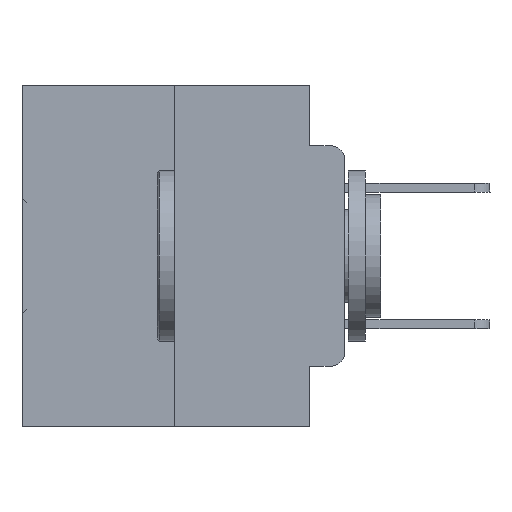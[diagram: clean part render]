
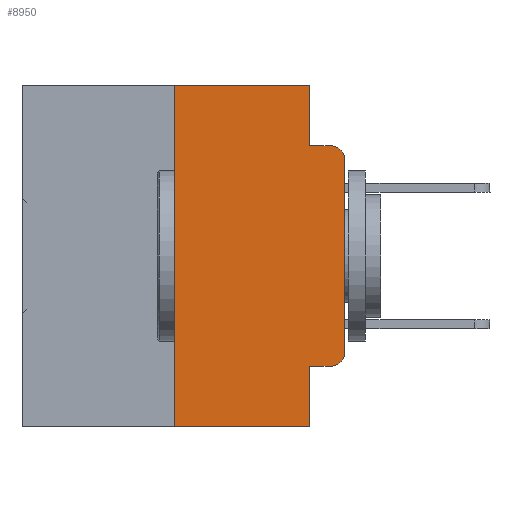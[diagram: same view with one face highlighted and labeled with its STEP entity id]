
A CAD part, left-side view. The second image highlights one B-rep face of the part: STEP entity #8950.
In plain terms, the highlighted planar face has unit normal (-1, 0, 0).
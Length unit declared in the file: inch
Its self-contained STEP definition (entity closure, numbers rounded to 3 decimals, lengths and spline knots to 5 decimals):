
#103 = VERTEX_POINT ( 'NONE', #26551 ) ;
#427 = VERTEX_POINT ( 'NONE', #30771 ) ;
#589 = ORIENTED_EDGE ( 'NONE', *, *, #17953, .F. ) ;
#696 = CARTESIAN_POINT ( 'NONE',  ( 0., 0.051, -0.0885 ) ) ;
#818 = CARTESIAN_POINT ( 'NONE',  ( 0., 0.02, -0.3915 ) ) ;
#1329 = DIRECTION ( 'NONE',  ( 0., 0., 1. ) ) ;
#2524 = CARTESIAN_POINT ( 'NONE',  ( 0., 0.02, -0.1085 ) ) ;
#3453 = DIRECTION ( 'NONE',  ( 0., -1., 0. ) ) ;
#3531 = EDGE_CURVE ( 'NONE', #21912, #7963, #19025, .T. ) ;
#3964 = LINE ( 'NONE', #14639, #21527 ) ;
#5417 = EDGE_CURVE ( 'NONE', #33003, #13490, #9906, .T. ) ;
#6544 = ORIENTED_EDGE ( 'NONE', *, *, #26868, .F. ) ;
#6825 = VECTOR ( 'NONE', #25033, 39.37008 ) ;
#7034 = ORIENTED_EDGE ( 'NONE', *, *, #8454, .F. ) ;
#7278 = CARTESIAN_POINT ( 'NONE',  ( 0., 0., 0. ) ) ;
#7963 = VERTEX_POINT ( 'NONE', #16111 ) ;
#8454 = EDGE_CURVE ( 'NONE', #13490, #31443, #33437, .T. ) ;
#8479 = ORIENTED_EDGE ( 'NONE', *, *, #16751, .T. ) ;
#8710 = VERTEX_POINT ( 'NONE', #26774 ) ;
#8950 = ADVANCED_FACE ( 'NONE', ( #26739 ), #14843, .F. ) ;
#9377 = VERTEX_POINT ( 'NONE', #12070 ) ;
#9460 = CARTESIAN_POINT ( 'NONE',  ( 0., 0.473, -0.5 ) ) ;
#9906 = LINE ( 'NONE', #10788, #15230 ) ;
#10581 = LINE ( 'NONE', #21105, #20839 ) ;
#10788 = CARTESIAN_POINT ( 'NONE',  ( 0., 0.473, 0. ) ) ;
#12012 = ORIENTED_EDGE ( 'NONE', *, *, #28431, .F. ) ;
#12070 = CARTESIAN_POINT ( 'NONE',  ( 0., 0.02, -0.0885 ) ) ;
#12203 = DIRECTION ( 'NONE',  ( 0., 0., 1. ) ) ;
#12640 = ORIENTED_EDGE ( 'NONE', *, *, #21430, .T. ) ;
#13019 = EDGE_LOOP ( 'NONE', ( #8479, #12640, #589, #7034, #17508, #6544, #20344, #12012, #15328, #31381 ) ) ;
#13411 = DIRECTION ( 'NONE',  ( 0., -1., 0. ) ) ;
#13490 = VERTEX_POINT ( 'NONE', #27360 ) ;
#13609 = DIRECTION ( 'NONE',  ( -1., 0., 0. ) ) ;
#14276 = VECTOR ( 'NONE', #3453, 39.37008 ) ;
#14314 = LINE ( 'NONE', #27615, #18778 ) ;
#14639 = CARTESIAN_POINT ( 'NONE',  ( 0., 0.051, 0. ) ) ;
#14768 = LINE ( 'NONE', #7278, #30629 ) ;
#14843 = PLANE ( 'NONE',  #17196 ) ;
#14882 = AXIS2_PLACEMENT_3D ( 'NONE', #818, #13609, #18726 ) ;
#14922 = DIRECTION ( 'NONE',  ( 0., 0., -1. ) ) ;
#15230 = VECTOR ( 'NONE', #13411, 39.37008 ) ;
#15328 = ORIENTED_EDGE ( 'NONE', *, *, #17718, .T. ) ;
#15572 = AXIS2_PLACEMENT_3D ( 'NONE', #2524, #19911, #25859 ) ;
#15910 = VECTOR ( 'NONE', #14922, 39.37008 ) ;
#16111 = CARTESIAN_POINT ( 'NONE',  ( 0., 0., -0.3915 ) ) ;
#16751 = EDGE_CURVE ( 'NONE', #7963, #8710, #14768, .T. ) ;
#17196 = AXIS2_PLACEMENT_3D ( 'NONE', #20317, #17458, #17675 ) ;
#17458 = DIRECTION ( 'NONE',  ( 1., 0., 0. ) ) ;
#17508 = ORIENTED_EDGE ( 'NONE', *, *, #5417, .F. ) ;
#17675 = DIRECTION ( 'NONE',  ( 0., 0., -1. ) ) ;
#17718 = EDGE_CURVE ( 'NONE', #427, #21912, #10581, .T. ) ;
#17953 = EDGE_CURVE ( 'NONE', #31443, #9377, #26553, .T. ) ;
#18726 = DIRECTION ( 'NONE',  ( 0., 0., -1. ) ) ;
#18778 = VECTOR ( 'NONE', #1329, 39.37008 ) ;
#19025 = CIRCLE ( 'NONE', #14882, 0.02 ) ;
#19128 = EDGE_CURVE ( 'NONE', #103, #24653, #32156, .T. ) ;
#19538 = CARTESIAN_POINT ( 'NONE',  ( 0., 0.02, -0.4115 ) ) ;
#19911 = DIRECTION ( 'NONE',  ( -1., 0., 0. ) ) ;
#20317 = CARTESIAN_POINT ( 'NONE',  ( 0., 0.473, 0. ) ) ;
#20344 = ORIENTED_EDGE ( 'NONE', *, *, #19128, .T. ) ;
#20839 = VECTOR ( 'NONE', #29567, 39.37008 ) ;
#21105 = CARTESIAN_POINT ( 'NONE',  ( 0., 0.051, -0.4115 ) ) ;
#21430 = EDGE_CURVE ( 'NONE', #8710, #9377, #27445, .T. ) ;
#21527 = VECTOR ( 'NONE', #28007, 39.37008 ) ;
#21912 = VERTEX_POINT ( 'NONE', #19538 ) ;
#24079 = CARTESIAN_POINT ( 'NONE',  ( 0., 0.25, 0. ) ) ;
#24653 = VERTEX_POINT ( 'NONE', #26610 ) ;
#25033 = DIRECTION ( 'NONE',  ( 0., -1., 0. ) ) ;
#25859 = DIRECTION ( 'NONE',  ( 0., 0., -1. ) ) ;
#26551 = CARTESIAN_POINT ( 'NONE',  ( 0., 0.25, -0.5 ) ) ;
#26553 = LINE ( 'NONE', #696, #14276 ) ;
#26610 = CARTESIAN_POINT ( 'NONE',  ( 0., 0.051, -0.5 ) ) ;
#26739 = FACE_OUTER_BOUND ( 'NONE', #13019, .T. ) ;
#26774 = CARTESIAN_POINT ( 'NONE',  ( 0., 0., -0.1085 ) ) ;
#26868 = EDGE_CURVE ( 'NONE', #103, #33003, #14314, .T. ) ;
#27360 = CARTESIAN_POINT ( 'NONE',  ( 0., 0.051, 0. ) ) ;
#27445 = CIRCLE ( 'NONE', #15572, 0.02 ) ;
#27615 = CARTESIAN_POINT ( 'NONE',  ( 0., 0.25, 0. ) ) ;
#28007 = DIRECTION ( 'NONE',  ( 0., 0., -1. ) ) ;
#28431 = EDGE_CURVE ( 'NONE', #427, #24653, #3964, .T. ) ;
#29567 = DIRECTION ( 'NONE',  ( 0., -1., 0. ) ) ;
#30629 = VECTOR ( 'NONE', #12203, 39.37008 ) ;
#30757 = CARTESIAN_POINT ( 'NONE',  ( 0., 0.051, -0.0885 ) ) ;
#30769 = CARTESIAN_POINT ( 'NONE',  ( 0., 0.051, 0. ) ) ;
#30771 = CARTESIAN_POINT ( 'NONE',  ( 0., 0.051, -0.4115 ) ) ;
#31381 = ORIENTED_EDGE ( 'NONE', *, *, #3531, .T. ) ;
#31443 = VERTEX_POINT ( 'NONE', #30757 ) ;
#32156 = LINE ( 'NONE', #9460, #6825 ) ;
#33003 = VERTEX_POINT ( 'NONE', #24079 ) ;
#33437 = LINE ( 'NONE', #30769, #15910 ) ;
